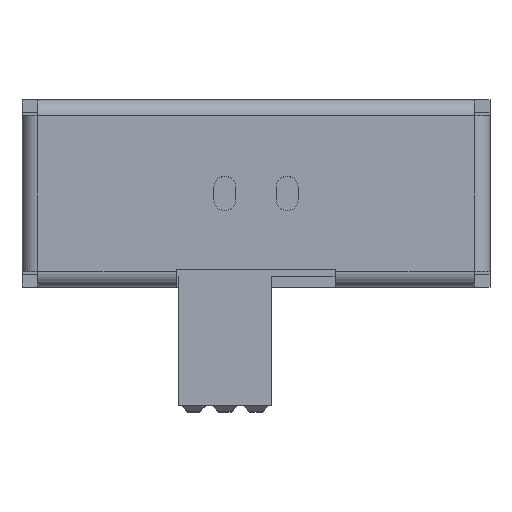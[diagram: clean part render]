
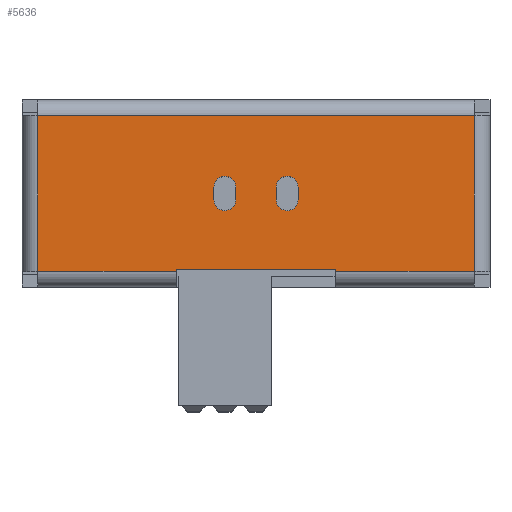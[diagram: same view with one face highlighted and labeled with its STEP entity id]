
A CAD part, top view. The second image highlights one B-rep face of the part: STEP entity #5636.
In plain terms, the highlighted planar face has unit normal (0, 0, 1).
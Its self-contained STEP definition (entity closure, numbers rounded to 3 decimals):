
#115=CIRCLE('',#5909,0.35);
#117=CIRCLE('',#5913,0.35);
#119=CIRCLE('',#5917,0.35);
#121=CIRCLE('',#5921,0.35);
#245=FACE_BOUND('',#880,.T.);
#246=FACE_BOUND('',#881,.T.);
#545=FACE_OUTER_BOUND('',#879,.T.);
#879=EDGE_LOOP('',(#5064,#5065,#5066,#5067,#5068,#5069,#5070,#5071));
#880=EDGE_LOOP('',(#5072,#5073,#5074,#5075));
#881=EDGE_LOOP('',(#5076,#5077,#5078,#5079));
#1309=LINE('',#8523,#2001);
#1313=LINE('',#8533,#2005);
#1317=LINE('',#8547,#2009);
#1321=LINE('',#8557,#2013);
#1503=LINE('',#9027,#2195);
#1506=LINE('',#9033,#2198);
#1509=LINE('',#9039,#2201);
#1520=LINE('',#9065,#2212);
#1521=LINE('',#9070,#2213);
#1535=LINE('',#9108,#2227);
#1550=LINE('',#9145,#2242);
#1566=LINE('',#9183,#2258);
#2001=VECTOR('',#6907,10.);
#2005=VECTOR('',#6919,10.);
#2009=VECTOR('',#6931,10.);
#2013=VECTOR('',#6943,10.);
#2195=VECTOR('',#7373,10.);
#2198=VECTOR('',#7378,10.);
#2201=VECTOR('',#7383,10.);
#2212=VECTOR('',#7414,10.);
#2213=VECTOR('',#7421,10.);
#2227=VECTOR('',#7477,10.);
#2242=VECTOR('',#7518,10.);
#2258=VECTOR('',#7566,10.);
#2550=VERTEX_POINT('',#8511);
#2553=VERTEX_POINT('',#8516);
#2555=VERTEX_POINT('',#8522);
#2557=VERTEX_POINT('',#8528);
#2558=VERTEX_POINT('',#8535);
#2561=VERTEX_POINT('',#8540);
#2563=VERTEX_POINT('',#8546);
#2565=VERTEX_POINT('',#8552);
#2728=VERTEX_POINT('',#9024);
#2729=VERTEX_POINT('',#9026);
#2731=VERTEX_POINT('',#9032);
#2733=VERTEX_POINT('',#9038);
#2738=VERTEX_POINT('',#9064);
#2739=VERTEX_POINT('',#9068);
#2742=VERTEX_POINT('',#9106);
#2751=VERTEX_POINT('',#9144);
#3187=EDGE_CURVE('',#2550,#2553,#115,.T.);
#3189=EDGE_CURVE('',#2555,#2550,#1309,.T.);
#3192=EDGE_CURVE('',#2557,#2555,#117,.T.);
#3195=EDGE_CURVE('',#2553,#2557,#1313,.T.);
#3199=EDGE_CURVE('',#2558,#2561,#119,.T.);
#3201=EDGE_CURVE('',#2563,#2558,#1317,.T.);
#3204=EDGE_CURVE('',#2565,#2563,#121,.T.);
#3207=EDGE_CURVE('',#2561,#2565,#1321,.T.);
#3441=EDGE_CURVE('',#2729,#2728,#1503,.T.);
#3444=EDGE_CURVE('',#2731,#2729,#1506,.T.);
#3447=EDGE_CURVE('',#2733,#2731,#1509,.T.);
#3462=EDGE_CURVE('',#2738,#2733,#1520,.T.);
#3465=EDGE_CURVE('',#2728,#2739,#1521,.T.);
#3481=EDGE_CURVE('',#2739,#2742,#1535,.T.);
#3500=EDGE_CURVE('',#2751,#2738,#1550,.T.);
#3521=EDGE_CURVE('',#2742,#2751,#1566,.T.);
#5064=ORIENTED_EDGE('',*,*,#3441,.T.);
#5065=ORIENTED_EDGE('',*,*,#3465,.T.);
#5066=ORIENTED_EDGE('',*,*,#3481,.T.);
#5067=ORIENTED_EDGE('',*,*,#3521,.T.);
#5068=ORIENTED_EDGE('',*,*,#3500,.T.);
#5069=ORIENTED_EDGE('',*,*,#3462,.T.);
#5070=ORIENTED_EDGE('',*,*,#3447,.T.);
#5071=ORIENTED_EDGE('',*,*,#3444,.T.);
#5072=ORIENTED_EDGE('',*,*,#3187,.T.);
#5073=ORIENTED_EDGE('',*,*,#3195,.T.);
#5074=ORIENTED_EDGE('',*,*,#3192,.T.);
#5075=ORIENTED_EDGE('',*,*,#3189,.T.);
#5076=ORIENTED_EDGE('',*,*,#3199,.T.);
#5077=ORIENTED_EDGE('',*,*,#3207,.T.);
#5078=ORIENTED_EDGE('',*,*,#3204,.T.);
#5079=ORIENTED_EDGE('',*,*,#3201,.T.);
#5337=PLANE('',#6128);
#5636=ADVANCED_FACE('',(#545,#245,#246),#5337,.T.);
#5909=AXIS2_PLACEMENT_3D('',#8518,#6902,#6903);
#5913=AXIS2_PLACEMENT_3D('',#8529,#6913,#6914);
#5917=AXIS2_PLACEMENT_3D('',#8542,#6926,#6927);
#5921=AXIS2_PLACEMENT_3D('',#8553,#6937,#6938);
#6128=AXIS2_PLACEMENT_3D('',#9207,#7606,#7607);
#6902=DIRECTION('center_axis',(0.,0.,-1.));
#6903=DIRECTION('ref_axis',(1.,0.,0.));
#6907=DIRECTION('',(0.,-1.,0.));
#6913=DIRECTION('center_axis',(0.,0.,-1.));
#6914=DIRECTION('ref_axis',(1.,0.,0.));
#6919=DIRECTION('',(0.,1.,0.));
#6926=DIRECTION('center_axis',(0.,0.,-1.));
#6927=DIRECTION('ref_axis',(1.,0.,0.));
#6931=DIRECTION('',(0.,1.,0.));
#6937=DIRECTION('center_axis',(0.,0.,-1.));
#6938=DIRECTION('ref_axis',(1.,0.,0.));
#6943=DIRECTION('',(0.,-1.,0.));
#7373=DIRECTION('',(0.,-1.,0.));
#7378=DIRECTION('',(1.,0.,0.));
#7383=DIRECTION('',(0.,1.,0.));
#7414=DIRECTION('',(1.,0.,0.));
#7421=DIRECTION('',(1.,0.,0.));
#7477=DIRECTION('',(0.,1.,0.));
#7518=DIRECTION('',(0.,-1.,0.));
#7566=DIRECTION('',(-1.,0.,0.));
#7606=DIRECTION('center_axis',(0.,0.,1.));
#7607=DIRECTION('ref_axis',(1.,0.,0.));
#8511=CARTESIAN_POINT('',(-0.65,-0.2,0.4));
#8516=CARTESIAN_POINT('',(-1.35,-0.2,0.4));
#8518=CARTESIAN_POINT('Origin',(-1.,-0.2,0.4));
#8522=CARTESIAN_POINT('',(-0.65,0.2,0.4));
#8523=CARTESIAN_POINT('',(-0.65,-0.1,0.4));
#8528=CARTESIAN_POINT('',(-1.35,0.2,0.4));
#8529=CARTESIAN_POINT('Origin',(-1.,0.2,0.4));
#8533=CARTESIAN_POINT('',(-1.35,0.1,0.4));
#8535=CARTESIAN_POINT('',(0.65,0.2,0.4));
#8540=CARTESIAN_POINT('',(1.35,0.2,0.4));
#8542=CARTESIAN_POINT('Origin',(1.,0.2,0.4));
#8546=CARTESIAN_POINT('',(0.65,-0.2,0.4));
#8547=CARTESIAN_POINT('',(0.65,0.1,0.4));
#8552=CARTESIAN_POINT('',(1.35,-0.2,0.4));
#8553=CARTESIAN_POINT('Origin',(1.,-0.2,0.4));
#8557=CARTESIAN_POINT('',(1.35,-0.1,0.4));
#9024=CARTESIAN_POINT('',(2.55,-2.5,0.4));
#9026=CARTESIAN_POINT('',(2.55,-2.434,0.4));
#9027=CARTESIAN_POINT('',(2.55,-1.25,0.4));
#9032=CARTESIAN_POINT('',(-2.55,-2.434,0.4));
#9033=CARTESIAN_POINT('',(1.275,-2.434,0.4));
#9038=CARTESIAN_POINT('',(-2.55,-2.5,0.4));
#9039=CARTESIAN_POINT('',(-2.55,-1.217,0.4));
#9064=CARTESIAN_POINT('',(-7.,-2.5,0.4));
#9065=CARTESIAN_POINT('',(-3.75,-2.5,0.4));
#9068=CARTESIAN_POINT('',(7.,-2.5,0.4));
#9070=CARTESIAN_POINT('',(-3.75,-2.5,0.4));
#9106=CARTESIAN_POINT('',(7.,2.5,0.4));
#9108=CARTESIAN_POINT('',(7.,-1.25,0.4));
#9144=CARTESIAN_POINT('',(-7.,2.5,0.4));
#9145=CARTESIAN_POINT('',(-7.,1.25,0.4));
#9183=CARTESIAN_POINT('',(3.75,2.5,0.4));
#9207=CARTESIAN_POINT('Origin',(0.,0.,
0.4));
